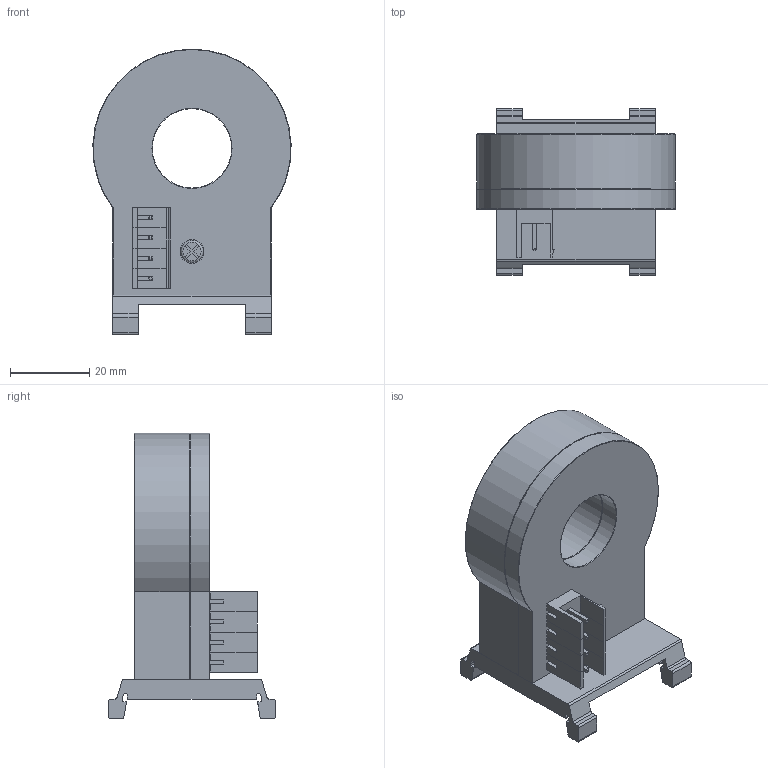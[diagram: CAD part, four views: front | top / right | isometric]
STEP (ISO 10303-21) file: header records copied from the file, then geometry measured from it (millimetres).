
FILE_DESCRIPTION(/* description */ (''),/* implementation_level */ '2;1');
FILE_NAME(/* name */ 'SLD13D-10MA.stp',/* time_stamp */ '2019-07-18T13:14:58+07:00',/* author */ ('User'),/* organization */ (''),/* preprocessor_version */ 'ST-DEVELOPER v17',/* originating_system */ 'AutoCAD Mechanical',/* authorisation */ '');
FILE_SCHEMA (('AUTOMOTIVE_DESIGN { 1 0 10303 214 3 1 1 }'));
Length unit declared in the file: millimetre
Products named in the file (1): Product
Bounding box: 49.96 x 42 x 72 mm (x, y, z)
Volume: 48634 mm3; surface area: 20160.9 mm2
Topology: 12 solids, 12 shells, 256 faces, 701 edges, 464 vertices
Faces by surface type: plane 176, cylinder 71, torus 9
Full cylindrical faces by diameter (mm): 5.6 x1, 6 x1, 20 x2
Entity records: 8197 total; most frequent: CARTESIAN_POINT 1527, ORIENTED_EDGE 1398, DIRECTION 1354, EDGE_CURVE 699, LINE 546, VECTOR 546, VERTEX_POINT 461, AXIS2_PLACEMENT_3D 404
